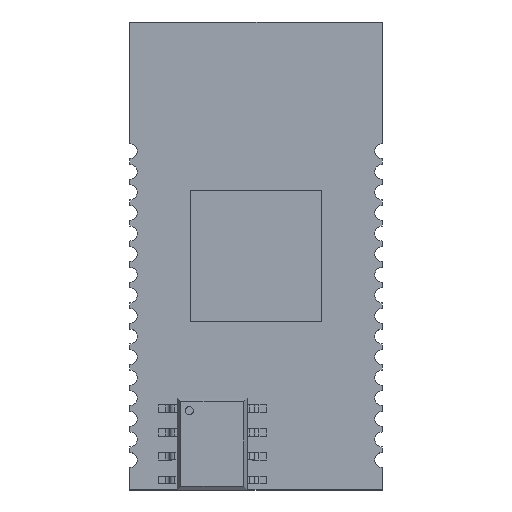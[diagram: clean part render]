
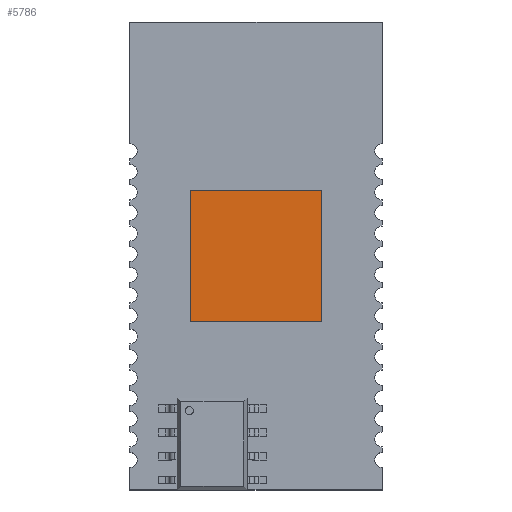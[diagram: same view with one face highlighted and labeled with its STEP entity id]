
A CAD part, top view. The second image highlights one B-rep face of the part: STEP entity #5786.
In plain terms, the highlighted planar face has unit normal (0, 0, 1).
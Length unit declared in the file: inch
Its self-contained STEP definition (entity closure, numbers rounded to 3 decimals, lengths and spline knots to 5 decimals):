
#5 = LINE ( 'NONE', #1251, #2206 ) ;
#10 = AXIS2_PLACEMENT_3D ( 'NONE', #2945, #6322, #511 ) ;
#87 = CARTESIAN_POINT ( 'NONE',  ( -0.1378, 0.1378, 0.07874 ) ) ;
#511 = DIRECTION ( 'NONE',  ( 1., 0., 0. ) ) ;
#768 = VERTEX_POINT ( 'NONE', #3996 ) ;
#915 = LINE ( 'NONE', #2856, #5684 ) ;
#1073 = DIRECTION ( 'NONE',  ( 1., 0., 0. ) ) ;
#1170 = PLANE ( 'NONE',  #10 ) ;
#1251 = CARTESIAN_POINT ( 'NONE',  ( 0.1378, 0.1378, 0.07874 ) ) ;
#1327 = EDGE_CURVE ( 'NONE', #4036, #4620, #7342, .T. ) ;
#1521 = DIRECTION ( 'NONE',  ( -1., 0., 0. ) ) ;
#2027 = CARTESIAN_POINT ( 'NONE',  ( -0.1378, 0.1378, 0.07874 ) ) ;
#2206 = VECTOR ( 'NONE', #7211, 39.37008 ) ;
#2258 = FACE_OUTER_BOUND ( 'NONE', #5848, .T. ) ;
#2366 = EDGE_CURVE ( 'NONE', #5945, #768, #5, .T. ) ;
#2856 = CARTESIAN_POINT ( 'NONE',  ( -0.1378, -0.1378, 0.07874 ) ) ;
#2945 = CARTESIAN_POINT ( 'NONE',  ( 0., 0., 0.07874 ) ) ;
#3568 = ORIENTED_EDGE ( 'NONE', *, *, #1327, .T. ) ;
#3572 = CARTESIAN_POINT ( 'NONE',  ( 0.1378, -0.1378, 0.07874 ) ) ;
#3660 = EDGE_CURVE ( 'NONE', #768, #4036, #6911, .T. ) ;
#3850 = DIRECTION ( 'NONE',  ( 0., -1., 0. ) ) ;
#3996 = CARTESIAN_POINT ( 'NONE',  ( 0.1378, 0.1378, 0.07874 ) ) ;
#4036 = VERTEX_POINT ( 'NONE', #87 ) ;
#4222 = EDGE_CURVE ( 'NONE', #4620, #5945, #915, .T. ) ;
#4320 = VECTOR ( 'NONE', #1521, 39.37008 ) ;
#4490 = CARTESIAN_POINT ( 'NONE',  ( -0.1378, 0.1378, 0.07874 ) ) ;
#4620 = VERTEX_POINT ( 'NONE', #5695 ) ;
#5035 = VECTOR ( 'NONE', #3850, 39.37008 ) ;
#5247 = ORIENTED_EDGE ( 'NONE', *, *, #3660, .T. ) ;
#5532 = ORIENTED_EDGE ( 'NONE', *, *, #4222, .T. ) ;
#5684 = VECTOR ( 'NONE', #1073, 39.37008 ) ;
#5695 = CARTESIAN_POINT ( 'NONE',  ( -0.1378, -0.1378, 0.07874 ) ) ;
#5786 = ADVANCED_FACE ( 'NONE', ( #2258 ), #1170, .T. ) ;
#5848 = EDGE_LOOP ( 'NONE', ( #7493, #5247, #3568, #5532 ) ) ;
#5945 = VERTEX_POINT ( 'NONE', #3572 ) ;
#6322 = DIRECTION ( 'NONE',  ( 0., 0., 1. ) ) ;
#6911 = LINE ( 'NONE', #4490, #4320 ) ;
#7211 = DIRECTION ( 'NONE',  ( 0., 1., 0. ) ) ;
#7342 = LINE ( 'NONE', #2027, #5035 ) ;
#7493 = ORIENTED_EDGE ( 'NONE', *, *, #2366, .T. ) ;
